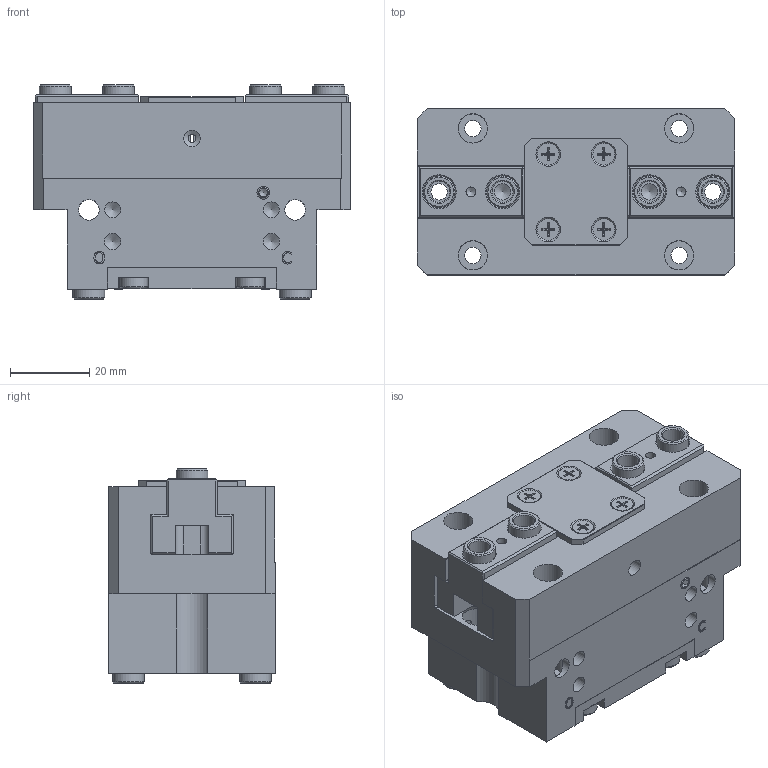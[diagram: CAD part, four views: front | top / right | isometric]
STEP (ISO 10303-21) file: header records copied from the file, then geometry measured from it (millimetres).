
FILE_DESCRIPTION(/* description */ ('ASSIEME CORSA 8 mm'),/* implementation_level */ '2;1');
FILE_NAME(/* name */ 'OPP-80 C1.stp',/* time_stamp */ '2020-08-22T16:41:02+02:00',/* author */ ('e.orio2'),/* organization */ (''),/* preprocessor_version */ 'ST-DEVELOPER v17',/* originating_system */ 'Autodesk Inventor 2019',/* authorisation */ '');
FILE_SCHEMA (('AUTOMOTIVE_DESIGN { 1 0 10303 214 3 1 1 }'));
Length unit declared in the file: millimetre
Products named in the file (12): OPP-80 C1-cliente; DIN 913 - M3 x 4; ISO 8734 - 3 x 8 - A; DIN 7984 - M4 x 8; DIN 913 - M4 x 4; DIN 913 - M4 x 8; ISO 7046-1 - M3 x 6 - 4.8 - H; BOCCOLA 8H7L5.4; OPP80-CORPO-cliente; PZP-80 GRIFFA C1 (OPP-80_PGP-80); PGP-80-COPERCHIO; PGP-80-FONDELLO
Assembly tree (27 placements, depth 2):
  OPP-80 C1-cliente
    DIN 913 - M3 x 4  x2
    ISO 8734 - 3 x 8 - A  x2
    DIN 7984 - M4 x 8  x4
    DIN 913 - M4 x 4  x2
    DIN 913 - M4 x 8  x2
    ISO 7046-1 - M3 x 6 - 4.8 - H  x4
    BOCCOLA 8H7L5.4  x6
    OPP80-CORPO-cliente
    PZP-80 GRIFFA C1 (OPP-80_PGP-80)  x2
    PGP-80-COPERCHIO
    PGP-80-FONDELLO
Bounding box: 80 x 42 x 54 mm (x, y, z)
Volume: 126851.9 mm3; surface area: 47896.2 mm2
Topology: 27 solids, 27 shells, 773 faces, 2110 edges, 1421 vertices
Faces by surface type: plane 342, cone 165, cylinder 152, bspline 90, torus 24
Full cylindrical faces by diameter (mm): 2 x2, 2.459 x8, 2.693 x4, 3 x10, 3.2 x2, 3.242 x12, 4 x16, 4.134 x14, 4.3 x4, 4.5 x2, 5.2 x4, 5.3 x6, 5.5 x4, 7 x4, 7.4 x6, 8 x12, 9 x2, 9.1 x2
Entity records: 18355 total; most frequent: CARTESIAN_POINT 4695, ORIENTED_EDGE 2828, DIRECTION 2502, EDGE_CURVE 1414, VERTEX_POINT 981, AXIS2_PLACEMENT_3D 875, LINE 752, VECTOR 752
